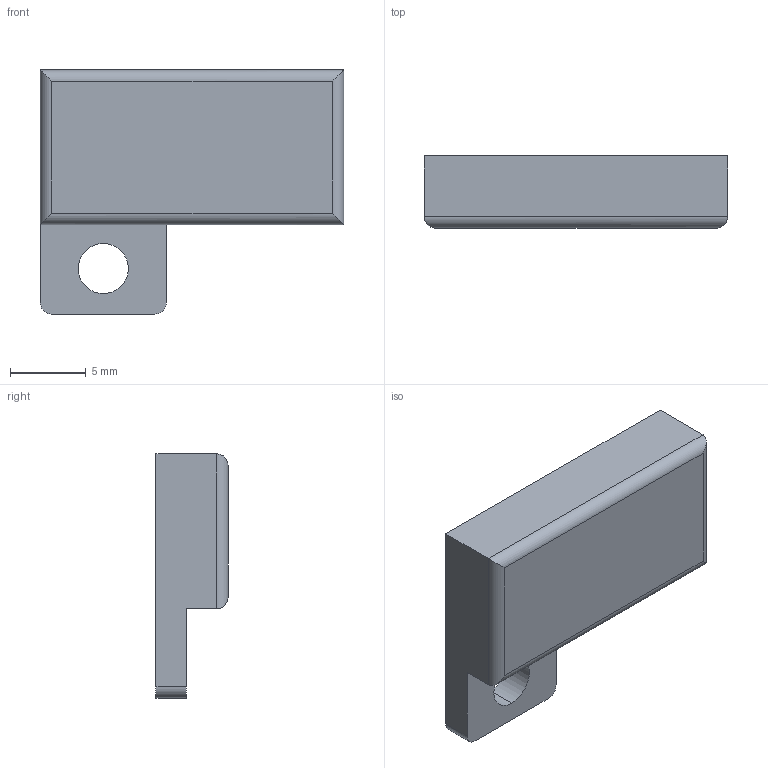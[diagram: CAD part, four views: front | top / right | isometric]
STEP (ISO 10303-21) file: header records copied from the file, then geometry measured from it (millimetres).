
FILE_DESCRIPTION (( 'STEP AP214' ), '1' );
FILE_NAME ('mouth_cap_v2.STEP', '2024-10-23T18:23:56', ( '' ), ( '' ), 'SwSTEP 2.0', 'SolidWorks 2018', '' );
FILE_SCHEMA (( 'AUTOMOTIVE_DESIGN' ));
Length unit declared in the file: millimetre
Products named in the file (1): mouth_cap_v2
Bounding box: 20 x 4.75 x 16.1 mm (x, y, z)
Volume: 1042.2 mm3; surface area: 798.5 mm2
Topology: 1 solids, 1 shells, 17 faces, 41 edges, 26 vertices
Faces by surface type: plane 9, cylinder 8
Entity records: 529 total; most frequent: CARTESIAN_POINT 97, ORIENTED_EDGE 82, DIRECTION 81, EDGE_CURVE 41, LINE 29, VECTOR 29, VERTEX_POINT 26, AXIS2_PLACEMENT_3D 26
